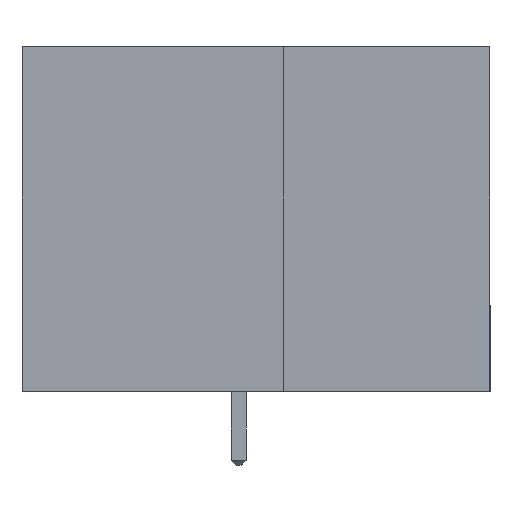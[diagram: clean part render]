
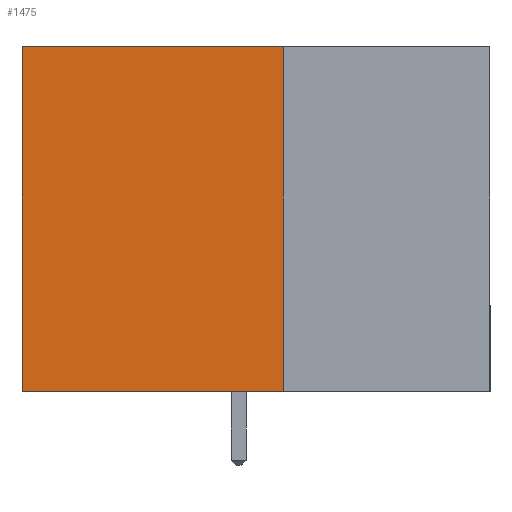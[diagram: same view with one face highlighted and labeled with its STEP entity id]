
A CAD part, left-side view. The second image highlights one B-rep face of the part: STEP entity #1475.
In plain terms, the highlighted planar face has unit normal (-1, 0, 0).
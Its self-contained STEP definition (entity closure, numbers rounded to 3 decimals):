
#137 = PLANE('',#138);
#138 = AXIS2_PLACEMENT_3D('',#139,#140,#141);
#139 = CARTESIAN_POINT('',(0.,0.,0.));
#140 = DIRECTION('',(0.,-1.,0.));
#141 = DIRECTION('',(0.,0.,-1.));
#314 = EDGE_CURVE('',#315,#317,#319,.T.);
#315 = VERTEX_POINT('',#316);
#316 = CARTESIAN_POINT('',(0.,0.,0.));
#317 = VERTEX_POINT('',#318);
#318 = CARTESIAN_POINT('',(0.,0.,10.6));
#319 = SURFACE_CURVE('',#320,(#324,#331),.PCURVE_S1.);
#320 = LINE('',#321,#322);
#321 = CARTESIAN_POINT('',(0.,0.,0.));
#322 = VECTOR('',#323,1.);
#323 = DIRECTION('',(0.,0.,1.));
#324 = PCURVE('',#137,#325);
#325 = DEFINITIONAL_REPRESENTATION('',(#326),#330);
#326 = LINE('',#327,#328);
#327 = CARTESIAN_POINT('',(0.,0.));
#328 = VECTOR('',#329,1.);
#329 = DIRECTION('',(-1.,0.));
#330 = ( GEOMETRIC_REPRESENTATION_CONTEXT(2) 
PARAMETRIC_REPRESENTATION_CONTEXT() REPRESENTATION_CONTEXT('2D SPACE',''
  ) );
#331 = PCURVE('',#332,#337);
#332 = PLANE('',#333);
#333 = AXIS2_PLACEMENT_3D('',#334,#335,#336);
#334 = CARTESIAN_POINT('',(0.,14.,0.));
#335 = DIRECTION('',(1.,0.,0.));
#336 = DIRECTION('',(0.,-1.,0.));
#337 = DEFINITIONAL_REPRESENTATION('',(#338),#342);
#338 = LINE('',#339,#340);
#339 = CARTESIAN_POINT('',(14.,0.));
#340 = VECTOR('',#341,1.);
#341 = DIRECTION('',(0.,-1.));
#342 = ( GEOMETRIC_REPRESENTATION_CONTEXT(2) 
PARAMETRIC_REPRESENTATION_CONTEXT() REPRESENTATION_CONTEXT('2D SPACE',''
  ) );
#360 = PLANE('',#361);
#361 = AXIS2_PLACEMENT_3D('',#362,#363,#364);
#362 = CARTESIAN_POINT('',(0.,0.,0.));
#363 = DIRECTION('',(0.,0.,-1.));
#364 = DIRECTION('',(0.,1.,0.));
#526 = PLANE('',#527);
#527 = AXIS2_PLACEMENT_3D('',#528,#529,#530);
#528 = CARTESIAN_POINT('',(0.,0.,10.6));
#529 = DIRECTION('',(0.,0.,-1.));
#530 = DIRECTION('',(0.,1.,0.));
#1475 = ADVANCED_FACE('',(#1476),#332,.F.);
#1476 = FACE_BOUND('',#1477,.F.);
#1477 = EDGE_LOOP('',(#1478,#1508,#1529,#1530));
#1478 = ORIENTED_EDGE('',*,*,#1479,.T.);
#1479 = EDGE_CURVE('',#1480,#1482,#1484,.T.);
#1480 = VERTEX_POINT('',#1481);
#1481 = CARTESIAN_POINT('',(0.,14.,0.));
#1482 = VERTEX_POINT('',#1483);
#1483 = CARTESIAN_POINT('',(0.,14.,10.6));
#1484 = SURFACE_CURVE('',#1485,(#1489,#1496),.PCURVE_S1.);
#1485 = LINE('',#1486,#1487);
#1486 = CARTESIAN_POINT('',(0.,14.,0.));
#1487 = VECTOR('',#1488,1.);
#1488 = DIRECTION('',(0.,0.,1.));
#1489 = PCURVE('',#332,#1490);
#1490 = DEFINITIONAL_REPRESENTATION('',(#1491),#1495);
#1491 = LINE('',#1492,#1493);
#1492 = CARTESIAN_POINT('',(0.,0.));
#1493 = VECTOR('',#1494,1.);
#1494 = DIRECTION('',(0.,-1.));
#1495 = ( GEOMETRIC_REPRESENTATION_CONTEXT(2) 
PARAMETRIC_REPRESENTATION_CONTEXT() REPRESENTATION_CONTEXT('2D SPACE',''
  ) );
#1496 = PCURVE('',#1497,#1502);
#1497 = PLANE('',#1498);
#1498 = AXIS2_PLACEMENT_3D('',#1499,#1500,#1501);
#1499 = CARTESIAN_POINT('',(56.,14.,0.));
#1500 = DIRECTION('',(0.,1.,0.));
#1501 = DIRECTION('',(0.,0.,1.));
#1502 = DEFINITIONAL_REPRESENTATION('',(#1503),#1507);
#1503 = LINE('',#1504,#1505);
#1504 = CARTESIAN_POINT('',(0.,-56.));
#1505 = VECTOR('',#1506,1.);
#1506 = DIRECTION('',(1.,0.));
#1507 = ( GEOMETRIC_REPRESENTATION_CONTEXT(2) 
PARAMETRIC_REPRESENTATION_CONTEXT() REPRESENTATION_CONTEXT('2D SPACE',''
  ) );
#1508 = ORIENTED_EDGE('',*,*,#1509,.T.);
#1509 = EDGE_CURVE('',#1482,#317,#1510,.T.);
#1510 = SURFACE_CURVE('',#1511,(#1515,#1522),.PCURVE_S1.);
#1511 = LINE('',#1512,#1513);
#1512 = CARTESIAN_POINT('',(0.,14.,10.6));
#1513 = VECTOR('',#1514,1.);
#1514 = DIRECTION('',(0.,-1.,0.));
#1515 = PCURVE('',#332,#1516);
#1516 = DEFINITIONAL_REPRESENTATION('',(#1517),#1521);
#1517 = LINE('',#1518,#1519);
#1518 = CARTESIAN_POINT('',(0.,-10.6));
#1519 = VECTOR('',#1520,1.);
#1520 = DIRECTION('',(1.,0.));
#1521 = ( GEOMETRIC_REPRESENTATION_CONTEXT(2) 
PARAMETRIC_REPRESENTATION_CONTEXT() REPRESENTATION_CONTEXT('2D SPACE',''
  ) );
#1522 = PCURVE('',#526,#1523);
#1523 = DEFINITIONAL_REPRESENTATION('',(#1524),#1528);
#1524 = LINE('',#1525,#1526);
#1525 = CARTESIAN_POINT('',(14.,0.));
#1526 = VECTOR('',#1527,1.);
#1527 = DIRECTION('',(-1.,0.));
#1528 = ( GEOMETRIC_REPRESENTATION_CONTEXT(2) 
PARAMETRIC_REPRESENTATION_CONTEXT() REPRESENTATION_CONTEXT('2D SPACE',''
  ) );
#1529 = ORIENTED_EDGE('',*,*,#314,.F.);
#1530 = ORIENTED_EDGE('',*,*,#1531,.F.);
#1531 = EDGE_CURVE('',#1480,#315,#1532,.T.);
#1532 = SURFACE_CURVE('',#1533,(#1537,#1544),.PCURVE_S1.);
#1533 = LINE('',#1534,#1535);
#1534 = CARTESIAN_POINT('',(0.,14.,0.));
#1535 = VECTOR('',#1536,1.);
#1536 = DIRECTION('',(0.,-1.,0.));
#1537 = PCURVE('',#332,#1538);
#1538 = DEFINITIONAL_REPRESENTATION('',(#1539),#1543);
#1539 = LINE('',#1540,#1541);
#1540 = CARTESIAN_POINT('',(0.,0.));
#1541 = VECTOR('',#1542,1.);
#1542 = DIRECTION('',(1.,0.));
#1543 = ( GEOMETRIC_REPRESENTATION_CONTEXT(2) 
PARAMETRIC_REPRESENTATION_CONTEXT() REPRESENTATION_CONTEXT('2D SPACE',''
  ) );
#1544 = PCURVE('',#360,#1545);
#1545 = DEFINITIONAL_REPRESENTATION('',(#1546),#1550);
#1546 = LINE('',#1547,#1548);
#1547 = CARTESIAN_POINT('',(14.,0.));
#1548 = VECTOR('',#1549,1.);
#1549 = DIRECTION('',(-1.,0.));
#1550 = ( GEOMETRIC_REPRESENTATION_CONTEXT(2) 
PARAMETRIC_REPRESENTATION_CONTEXT() REPRESENTATION_CONTEXT('2D SPACE',''
  ) );
